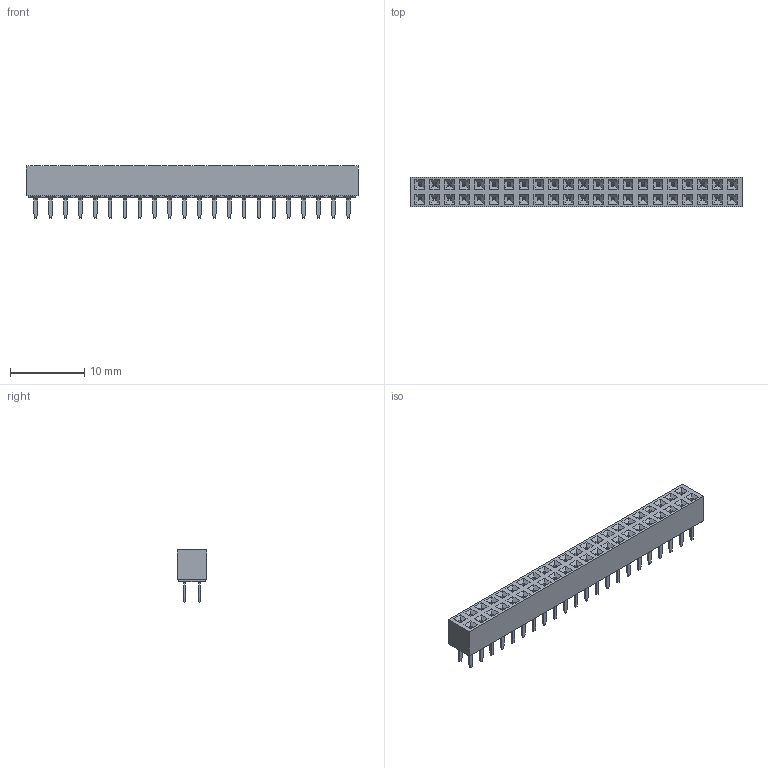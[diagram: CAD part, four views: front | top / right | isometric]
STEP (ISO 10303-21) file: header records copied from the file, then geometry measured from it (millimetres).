
FILE_DESCRIPTION(/* description */ ('Unknown'),/* implementation_level */ '2;1');
FILE_NAME(/* name */ '62004421821',/* time_stamp */ '2017-10-26T15:06:50+02:00',/* author */ ('Unknown'),/* organization */ ('Unknown'),/* preprocessor_version */ 'ST-DEVELOPER v16.7',/* originating_system */ 'DEX',/* authorisation */ $);
FILE_SCHEMA (('AUTOMOTIVE_DESIGN {1 0 10303 214 3 1 1}'));
Length unit declared in the file: millimetre
Products named in the file (3): 6200xx21821; 62004421821
Assembly tree (45 placements, depth 2):
  6200xx21821
    62004421821
    6200xx21821  x44
Bounding box: 44.6 x 4 x 7 mm (x, y, z)
Volume: 528.4 mm3; surface area: 2836.9 mm2
Topology: 45 solids, 45 shells, 5335 faces, 14148 edges, 8904 vertices
Faces by surface type: plane 3487, cylinder 1672, bspline 176
Entity records: 26442 total; most frequent: CARTESIAN_POINT 4695, ORIENTED_EDGE 4560, DIRECTION 4150, EDGE_CURVE 2280, LINE 2204, VECTOR 2204, VERTEX_POINT 1422, AXIS2_PLACEMENT_3D 973
